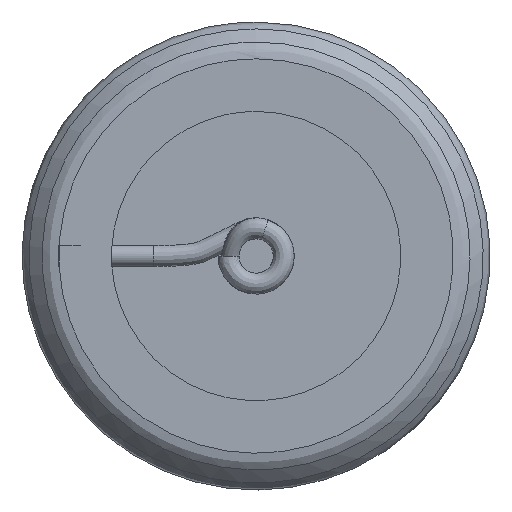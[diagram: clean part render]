
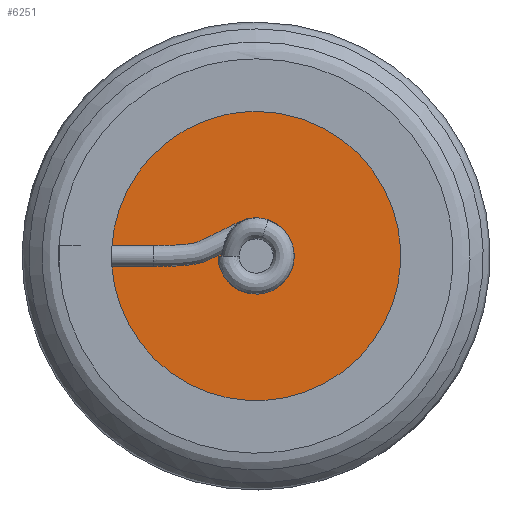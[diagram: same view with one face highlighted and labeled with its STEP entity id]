
A CAD part, left-side view. The second image highlights one B-rep face of the part: STEP entity #6251.
In plain terms, the highlighted free-form (B-spline) face has degree [1, 1] with [2, 2] control points.
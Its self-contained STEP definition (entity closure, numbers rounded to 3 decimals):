
#6159=CARTESIAN_POINT('',(-15.,3.75,0.));
#6160=VERTEX_POINT('',#6159);
#6168=CARTESIAN_POINT('',(-15.,3.75,0.));
#6169=CARTESIAN_POINT('',(-15.,3.75,3.75));
#6170=CARTESIAN_POINT('',(-15.,0.,3.75));
#6171=CARTESIAN_POINT('',(-15.,-3.75,3.75));
#6172=CARTESIAN_POINT('',(-15.,-3.75,0.));
#6173=CARTESIAN_POINT('',(-15.,-3.75,-3.75));
#6174=CARTESIAN_POINT('',(-15.,0.,-3.75));
#6175=CARTESIAN_POINT('',(-15.,3.75,-3.75));
#6176=CARTESIAN_POINT('',(-15.,3.75,0.));
#6177=(BOUNDED_CURVE()B_SPLINE_CURVE(2,(#6168,#6169,#6170,#6171,#6172,#6173,#6174,#6175,#6176),.CIRCULAR_ARC.,.T.,.U.)B_SPLINE_CURVE_WITH_KNOTS((3,2,2,2,3),(0.,0.25,0.5,0.75,1.),.UNSPECIFIED.)CURVE()GEOMETRIC_REPRESENTATION_ITEM()RATIONAL_B_SPLINE_CURVE((1.,0.707,1.,0.707,1.,0.707,1.,0.707,1.))REPRESENTATION_ITEM(''));
#6178=EDGE_CURVE('',#6160,#6160,#6177,.T.);
#6198=CARTESIAN_POINT('',(-15.,0.6,0.));
#6199=VERTEX_POINT('',#6198);
#6200=CARTESIAN_POINT('',(-15.,0.6,0.));
#6201=CARTESIAN_POINT('',(-15.,0.6,-1.039));
#6202=CARTESIAN_POINT('',(-15.,-0.3,-0.52));
#6203=CARTESIAN_POINT('',(-15.,-1.2,0.));
#6204=CARTESIAN_POINT('',(-15.,-0.3,0.52));
#6205=CARTESIAN_POINT('',(-15.,0.6,1.039));
#6206=CARTESIAN_POINT('',(-15.,0.6,0.));
#6207=(BOUNDED_CURVE()B_SPLINE_CURVE(2,(#6200,#6201,#6202,#6203,#6204,#6205,#6206),.CIRCULAR_ARC.,.T.,.U.)B_SPLINE_CURVE_WITH_KNOTS((3,2,2,3),(0.,0.333,0.667,1.),.UNSPECIFIED.)CURVE()GEOMETRIC_REPRESENTATION_ITEM()RATIONAL_B_SPLINE_CURVE((1.,0.5,1.,0.5,1.,0.5,1.))REPRESENTATION_ITEM(''));
#6208=EDGE_CURVE('',#6199,#6199,#6207,.T.);
#6240=CARTESIAN_POINT('',(-15.,-12.,12.));
#6241=CARTESIAN_POINT('',(-15.,-12.,-12.));
#6242=CARTESIAN_POINT('',(-15.,12.,12.));
#6243=CARTESIAN_POINT('',(-15.,12.,-12.));
#6244=B_SPLINE_SURFACE_WITH_KNOTS('',1,1,((#6240,#6241),(#6242,#6243)),.PLANE_SURF.,.F.,.F.,.U.,(2,2),(2,2),(-1.,2.),(-1.,2.),.UNSPECIFIED.);
#6245=ORIENTED_EDGE('',*,*,#6178,.F.);
#6246=EDGE_LOOP('',(#6245));
#6247=FACE_OUTER_BOUND('',#6246,.T.);
#6248=ORIENTED_EDGE('',*,*,#6208,.F.);
#6249=EDGE_LOOP('',(#6248));
#6250=FACE_BOUND('',#6249,.T.);
#6251=ADVANCED_FACE('',(#6247,#6250),#6244,.T.);
